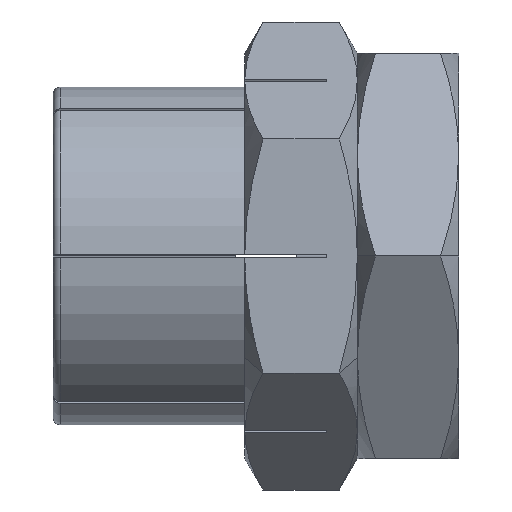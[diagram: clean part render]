
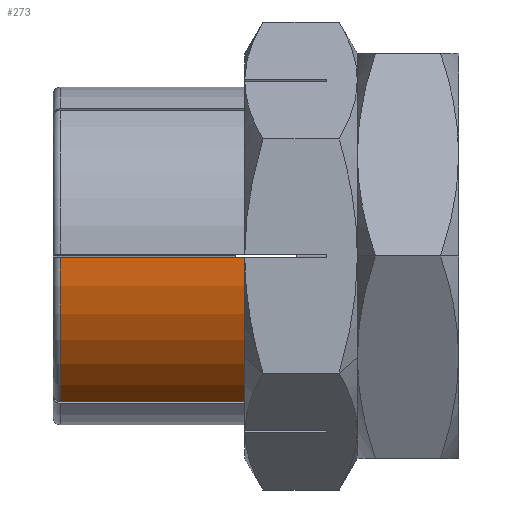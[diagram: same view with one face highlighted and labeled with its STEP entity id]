
A CAD part, front view. The second image highlights one B-rep face of the part: STEP entity #273.
In plain terms, the highlighted cylindrical face has radius 15 mm (diameter 30 mm), a partial arc.
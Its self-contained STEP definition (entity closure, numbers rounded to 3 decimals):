
#273=ADVANCED_FACE('',(#646),#647,.T.);
#646=FACE_OUTER_BOUND('',#1125,.T.);
#647=CYLINDRICAL_SURFACE('',#1126,15.0);
#1125=EDGE_LOOP('',(#1896,#1897,#1898,#1899));
#1126=AXIS2_PLACEMENT_3D('',#1900,#1901,#1902);
#1896=ORIENTED_EDGE('',*,*,#3060,.T.);
#1897=ORIENTED_EDGE('',*,*,#3088,.T.);
#1898=ORIENTED_EDGE('',*,*,#3089,.T.);
#1899=ORIENTED_EDGE('',*,*,#3085,.T.);
#1900=CARTESIAN_POINT('',(-13.5,0.0,0.0));
#1901=DIRECTION('',(1.0,0.0,0.0));
#1902=DIRECTION('',(0.0,0.0,-1.0));
#3060=EDGE_CURVE('',#3734,#3732,#3735,.T.);
#3085=EDGE_CURVE('',#3770,#3734,#3771,.T.);
#3088=EDGE_CURVE('',#3732,#3774,#3775,.T.);
#3089=EDGE_CURVE('',#3774,#3770,#3776,.T.);
#3732=VERTEX_POINT('',#5001);
#3734=VERTEX_POINT('',#5004);
#3735=LINE('',#5005,#5006);
#3770=VERTEX_POINT('',#5098);
#3771=CIRCLE('',#5099,15.0);
#3774=VERTEX_POINT('',#5140);
#3775=CIRCLE('',#5141,15.0);
#3776=LINE('',#5142,#5143);
#5001=CARTESIAN_POINT('',(-10.0,-7.63,-12.915));
#5004=CARTESIAN_POINT('',(-26.4,-7.63,-12.915));
#5005=CARTESIAN_POINT('',(-18.2,-7.63,-12.915));
#5006=VECTOR('',#6593,1.0);
#5098=CARTESIAN_POINT('',(-26.4,-14.999,-0.15));
#5099=AXIS2_PLACEMENT_3D('',#6619,#6620,#6621);
#5140=CARTESIAN_POINT('',(-10.0,-14.999,-0.15));
#5141=AXIS2_PLACEMENT_3D('',#6622,#6623,#6624);
#5142=CARTESIAN_POINT('',(-18.2,-14.999,-0.15));
#5143=VECTOR('',#6625,1.0);
#6593=DIRECTION('',(1.0,0.0,0.0));
#6619=CARTESIAN_POINT('',(-26.4,0.,0.));
#6620=DIRECTION('',(1.0,0.0,0.0));
#6621=DIRECTION('',(0.0,0.0,-1.0));
#6622=CARTESIAN_POINT('',(-10.0,0.0,0.0));
#6623=DIRECTION('',(-1.0,0.,0.));
#6624=DIRECTION('',(0.,0.,-1.0));
#6625=DIRECTION('',(-1.0,-0.0,0.0));
